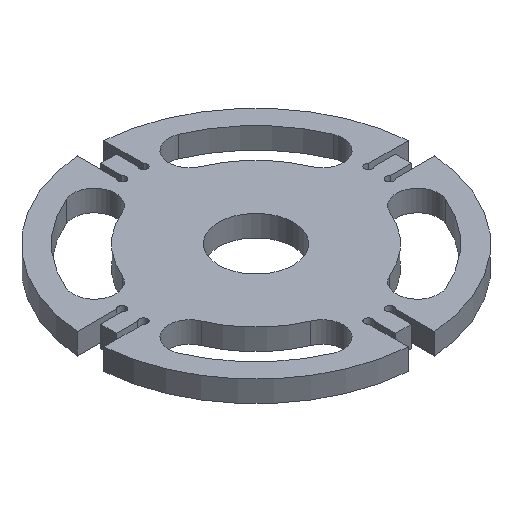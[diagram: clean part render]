
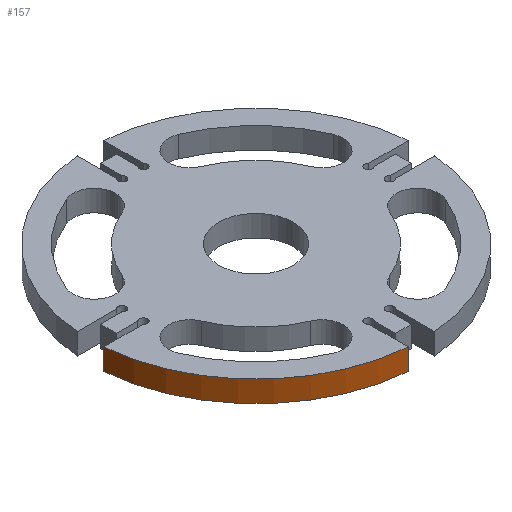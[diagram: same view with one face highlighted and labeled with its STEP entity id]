
A CAD part, isometric view. The second image highlights one B-rep face of the part: STEP entity #157.
In plain terms, the highlighted cylindrical face has radius 62.5 mm (diameter 125 mm), a partial arc.
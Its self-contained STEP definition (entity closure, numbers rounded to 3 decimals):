
#157 = ADVANCED_FACE( '', ( #323 ), #324, .T. );
#323 = FACE_OUTER_BOUND( '', #494, .T. );
#324 = CYLINDRICAL_SURFACE( '', #495, 62.5 );
#494 = EDGE_LOOP( '', ( #901, #902, #903, #904 ) );
#495 = AXIS2_PLACEMENT_3D( '', #905, #906, #907 );
#901 = ORIENTED_EDGE( '', *, *, #1200, .T. );
#902 = ORIENTED_EDGE( '', *, *, #1201, .F. );
#903 = ORIENTED_EDGE( '', *, *, #1118, .F. );
#904 = ORIENTED_EDGE( '', *, *, #1189, .T. );
#905 = CARTESIAN_POINT( '', ( 0., 0., 4. ) );
#906 = DIRECTION( '', ( 0., 0., -1. ) );
#907 = DIRECTION( '', ( 1., 0., 0. ) );
#1118 = EDGE_CURVE( '', #1382, #1384, #1385, .T. );
#1189 = EDGE_CURVE( '', #1382, #1477, #1479, .T. );
#1200 = EDGE_CURVE( '', #1477, #1491, #1492, .T. );
#1201 = EDGE_CURVE( '', #1384, #1491, #1493, .T. );
#1382 = VERTEX_POINT( '', #1726 );
#1384 = VERTEX_POINT( '', #1729 );
#1385 = CIRCLE( '', #1730, 62.5 );
#1477 = VERTEX_POINT( '', #1847 );
#1479 = LINE( '', #1850, #1851 );
#1491 = VERTEX_POINT( '', #1864 );
#1492 = CIRCLE( '', #1865, 62.5 );
#1493 = LINE( '', #1866, #1867 );
#1726 = CARTESIAN_POINT( '', ( -62.3, -5., 8. ) );
#1729 = CARTESIAN_POINT( '', ( -5., -62.3, 8. ) );
#1730 = AXIS2_PLACEMENT_3D( '', #2031, #2032, #2033 );
#1847 = CARTESIAN_POINT( '', ( -62.3, -5., 0. ) );
#1850 = CARTESIAN_POINT( '', ( -62.3, -5., 4. ) );
#1851 = VECTOR( '', #2129, 1000. );
#1864 = CARTESIAN_POINT( '', ( -5., -62.3, 0. ) );
#1865 = AXIS2_PLACEMENT_3D( '', #2143, #2144, #2145 );
#1866 = CARTESIAN_POINT( '', ( -5., -62.3, 4. ) );
#1867 = VECTOR( '', #2146, 1000. );
#2031 = CARTESIAN_POINT( '', ( 0., 0., 8. ) );
#2032 = DIRECTION( '', ( 0., 0., 1. ) );
#2033 = DIRECTION( '', ( 1., 0., 0. ) );
#2129 = DIRECTION( '', ( 0., 0., -1. ) );
#2143 = CARTESIAN_POINT( '', ( 0., 0., 0. ) );
#2144 = DIRECTION( '', ( 0., 0., 1. ) );
#2145 = DIRECTION( '', ( 1., 0., 0. ) );
#2146 = DIRECTION( '', ( 0., 0., -1. ) );
